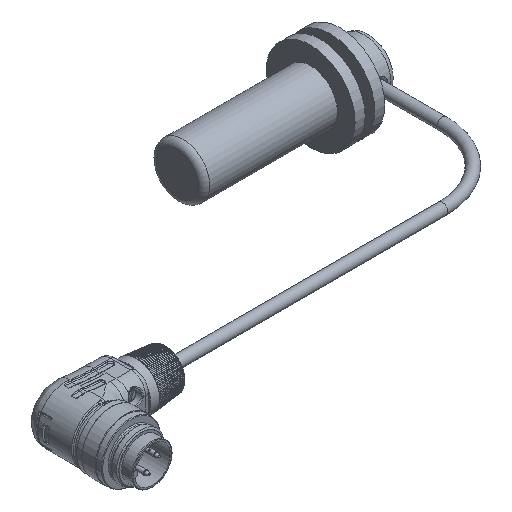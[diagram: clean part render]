
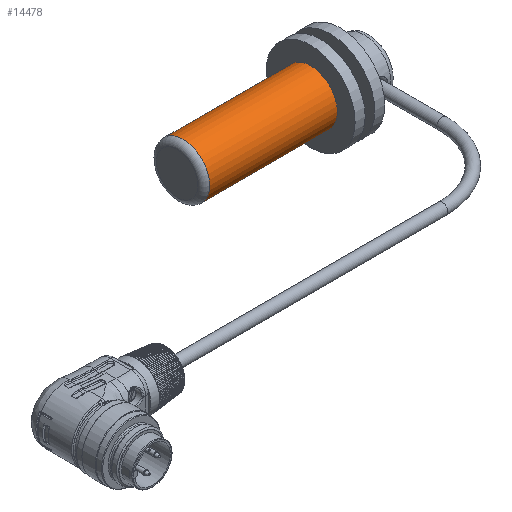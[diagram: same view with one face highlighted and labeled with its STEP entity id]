
A CAD part, isometric view. The second image highlights one B-rep face of the part: STEP entity #14478.
In plain terms, the highlighted cylindrical face has radius 9 mm (diameter 18 mm), a full revolution.
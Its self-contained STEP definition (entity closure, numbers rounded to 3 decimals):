
#510=FACE_BOUND('',#2733,.T.);
#599=CIRCLE('',#15395,9.);
#600=CIRCLE('',#15398,9.);
#1839=FACE_OUTER_BOUND('',#2732,.T.);
#2732=EDGE_LOOP('',(#9197));
#2733=EDGE_LOOP('',(#9198));
#5634=VERTEX_POINT('',#21619);
#5635=VERTEX_POINT('',#21623);
#7007=EDGE_CURVE('',#5634,#5634,#599,.T.);
#7008=EDGE_CURVE('',#5635,#5635,#600,.T.);
#9197=ORIENTED_EDGE('',*,*,#7008,.F.);
#9198=ORIENTED_EDGE('',*,*,#7007,.F.);
#13487=CYLINDRICAL_SURFACE('',#15397,9.);
#14478=ADVANCED_FACE('',(#1839,#510),#13487,.T.);
#15395=AXIS2_PLACEMENT_3D('',#21620,#17203,#17204);
#15397=AXIS2_PLACEMENT_3D('',#21622,#17207,#17208);
#15398=AXIS2_PLACEMENT_3D('',#21624,#17209,#17210);
#17203=DIRECTION('center_axis',(-1.,0.,0.));
#17204=DIRECTION('ref_axis',(0.,-1.,0.));
#17207=DIRECTION('center_axis',(1.,0.,0.));
#17208=DIRECTION('ref_axis',(0.,1.,0.));
#17209=DIRECTION('center_axis',(1.,0.,0.));
#17210=DIRECTION('ref_axis',(0.,0.,-1.));
#21619=CARTESIAN_POINT('',(2.,9.,0.));
#21620=CARTESIAN_POINT('Origin',(2.,0.,
0.));
#21622=CARTESIAN_POINT('Origin',(22.5,0.,0.));
#21623=CARTESIAN_POINT('',(45.,9.,0.));
#21624=CARTESIAN_POINT('Origin',(45.,0.,0.));
